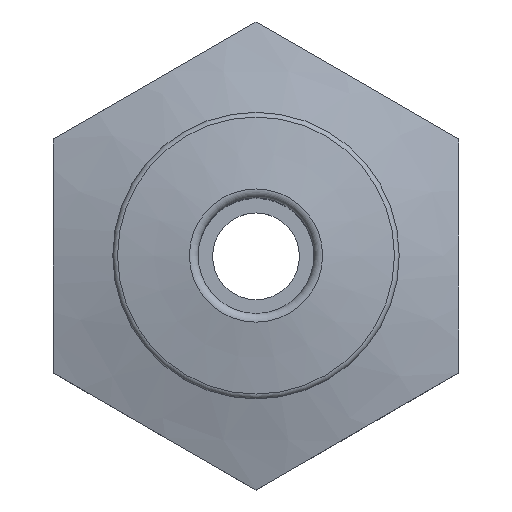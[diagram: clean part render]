
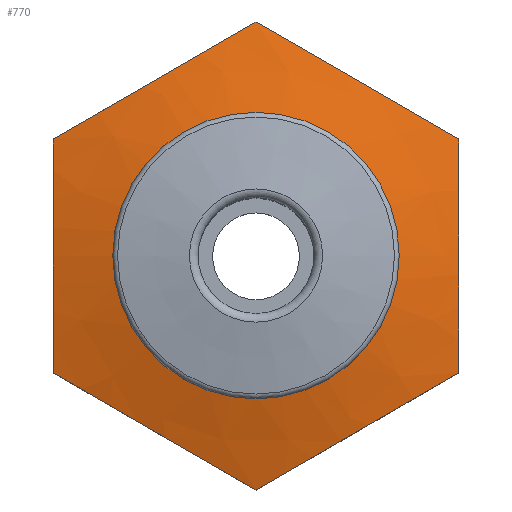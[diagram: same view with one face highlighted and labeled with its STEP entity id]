
A CAD part, top view. The second image highlights one B-rep face of the part: STEP entity #770.
In plain terms, the highlighted conical face has half-angle 75 degrees and reference radius 4.85 mm.
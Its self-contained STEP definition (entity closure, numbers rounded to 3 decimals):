
#32=B_SPLINE_CURVE_WITH_KNOTS('',3,(#1072,#1073,#1074,#1075,#1076),
 .UNSPECIFIED.,.F.,.F.,(4,1,4),(0.,0.004,
0.008),.UNSPECIFIED.);
#33=B_SPLINE_CURVE_WITH_KNOTS('',3,(#1079,#1080,#1081,#1082,#1083),
 .UNSPECIFIED.,.F.,.F.,(4,1,4),(0.,0.004,
0.008),.UNSPECIFIED.);
#34=B_SPLINE_CURVE_WITH_KNOTS('',3,(#1085,#1086,#1087,#1088,#1089),
 .UNSPECIFIED.,.F.,.F.,(4,1,4),(0.009,0.013,
0.017),.UNSPECIFIED.);
#35=B_SPLINE_CURVE_WITH_KNOTS('',3,(#1091,#1092,#1093,#1094,#1095),
 .UNSPECIFIED.,.F.,.F.,(4,1,4),(0.,0.004,
0.008),.UNSPECIFIED.);
#36=B_SPLINE_CURVE_WITH_KNOTS('',3,(#1097,#1098,#1099,#1100,#1101),
 .UNSPECIFIED.,.F.,.F.,(4,1,4),(0.,0.004,
0.008),.UNSPECIFIED.);
#37=B_SPLINE_CURVE_WITH_KNOTS('',3,(#1103,#1104,#1105,#1106,#1107),
 .UNSPECIFIED.,.F.,.F.,(4,1,4),(0.009,0.013,
0.017),.UNSPECIFIED.);
#65=CONICAL_SURFACE('',#829,4.85,1.309);
#103=ORIENTED_EDGE('',*,*,#205,.F.);
#104=ORIENTED_EDGE('',*,*,#206,.F.);
#105=ORIENTED_EDGE('',*,*,#207,.F.);
#106=ORIENTED_EDGE('',*,*,#208,.F.);
#107=ORIENTED_EDGE('',*,*,#209,.F.);
#108=ORIENTED_EDGE('',*,*,#210,.F.);
#109=ORIENTED_EDGE('',*,*,#211,.T.);
#205=EDGE_CURVE('',#262,#263,#32,.T.);
#206=EDGE_CURVE('',#264,#262,#33,.T.);
#207=EDGE_CURVE('',#265,#264,#34,.T.);
#208=EDGE_CURVE('',#266,#265,#35,.T.);
#209=EDGE_CURVE('',#267,#266,#36,.T.);
#210=EDGE_CURVE('',#263,#267,#37,.T.);
#211=EDGE_CURVE('',#268,#268,#307,.T.);
#262=VERTEX_POINT('',#1077);
#263=VERTEX_POINT('',#1078);
#264=VERTEX_POINT('',#1084);
#265=VERTEX_POINT('',#1090);
#266=VERTEX_POINT('',#1096);
#267=VERTEX_POINT('',#1102);
#268=VERTEX_POINT('',#1109);
#307=CIRCLE('',#830,4.85);
#352=EDGE_LOOP('',(#103,#104,#105,#106,#107,#108));
#353=EDGE_LOOP('',(#109));
#420=FACE_BOUND('',#352,.T.);
#421=FACE_BOUND('',#353,.T.);
#770=ADVANCED_FACE('',(#420,#421),#65,.T.);
#829=AXIS2_PLACEMENT_3D('',#1071,#931,#932);
#830=AXIS2_PLACEMENT_3D('',#1108,#933,#934);
#931=DIRECTION('',(0.,0.,-1.));
#932=DIRECTION('',(-1.,0.,0.));
#933=DIRECTION('',(0.,0.,-1.));
#934=DIRECTION('',(-1.,0.,0.));
#1071=CARTESIAN_POINT('',(0.,0.,4.9));
#1072=CARTESIAN_POINT('',(0.,8.083,4.034));
#1073=CARTESIAN_POINT('',(1.167,7.409,4.214));
#1074=CARTESIAN_POINT('',(3.5,6.062,4.434));
#1075=CARTESIAN_POINT('',(5.833,4.715,4.214));
#1076=CARTESIAN_POINT('',(7.,4.041,4.034));
#1077=CARTESIAN_POINT('',(0.,8.083,4.034));
#1078=CARTESIAN_POINT('',(7.,4.041,4.034));
#1079=CARTESIAN_POINT('',(-7.,4.041,4.034));
#1080=CARTESIAN_POINT('',(-5.833,4.715,4.214));
#1081=CARTESIAN_POINT('',(-3.5,6.062,4.434));
#1082=CARTESIAN_POINT('',(-1.167,7.409,4.214));
#1083=CARTESIAN_POINT('',(0.,8.083,4.034));
#1084=CARTESIAN_POINT('',(-7.,4.041,4.034));
#1085=CARTESIAN_POINT('',(-7.,-4.041,4.034));
#1086=CARTESIAN_POINT('',(-7.,-2.714,4.212));
#1087=CARTESIAN_POINT('',(-7.,-0.045,4.435));
#1088=CARTESIAN_POINT('',(-7.,2.692,4.215));
#1089=CARTESIAN_POINT('',(-7.,4.041,4.034));
#1090=CARTESIAN_POINT('',(-7.,-4.041,4.034));
#1091=CARTESIAN_POINT('',(0.,-8.083,4.034));
#1092=CARTESIAN_POINT('',(-1.167,-7.409,4.214));
#1093=CARTESIAN_POINT('',(-3.5,-6.062,4.434));
#1094=CARTESIAN_POINT('',(-5.833,-4.715,4.214));
#1095=CARTESIAN_POINT('',(-7.,-4.041,4.034));
#1096=CARTESIAN_POINT('',(0.,-8.083,4.034));
#1097=CARTESIAN_POINT('',(7.,-4.041,4.034));
#1098=CARTESIAN_POINT('',(5.833,-4.715,4.214));
#1099=CARTESIAN_POINT('',(3.5,-6.062,4.434));
#1100=CARTESIAN_POINT('',(1.167,-7.409,4.214));
#1101=CARTESIAN_POINT('',(0.,-8.083,4.034));
#1102=CARTESIAN_POINT('',(7.,-4.041,4.034));
#1103=CARTESIAN_POINT('',(7.,4.041,4.034));
#1104=CARTESIAN_POINT('',(7.,2.714,4.212));
#1105=CARTESIAN_POINT('',(7.,0.045,4.435));
#1106=CARTESIAN_POINT('',(7.,-2.692,4.215));
#1107=CARTESIAN_POINT('',(7.,-4.041,4.034));
#1108=CARTESIAN_POINT('',(0.,0.,4.9));
#1109=CARTESIAN_POINT('',(-4.85,0.,4.9));
